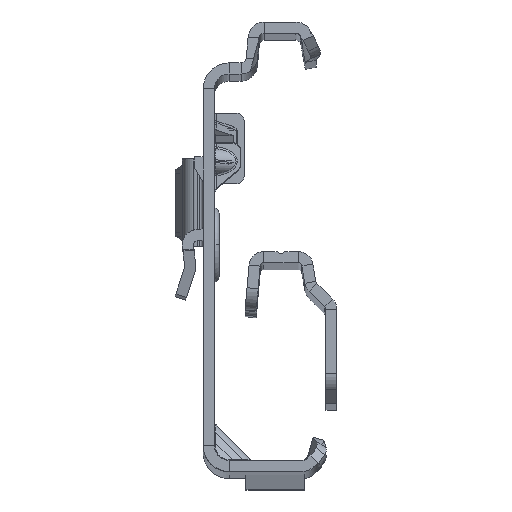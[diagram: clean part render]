
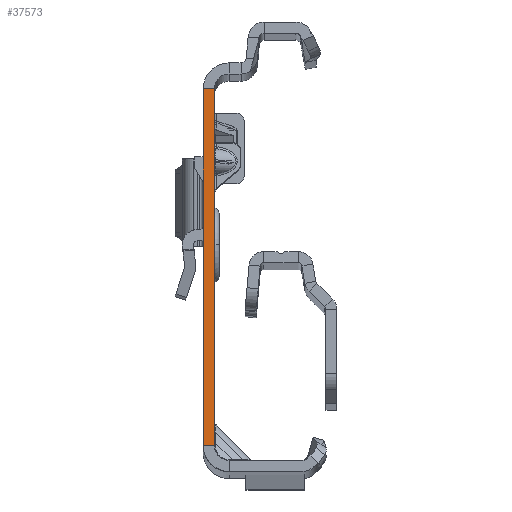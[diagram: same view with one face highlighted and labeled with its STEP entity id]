
A CAD part, top view. The second image highlights one B-rep face of the part: STEP entity #37573.
In plain terms, the highlighted planar face has unit normal (0, 0, 1).
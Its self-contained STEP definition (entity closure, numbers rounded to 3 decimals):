
#1917 = VECTOR ( 'NONE', #40741, 1000. ) ;
#3145 = CARTESIAN_POINT ( 'NONE',  ( -1.5, -27.865, 0. ) ) ;
#3411 = LINE ( 'NONE', #3145, #37546 ) ;
#6532 = ORIENTED_EDGE ( 'NONE', *, *, #54554, .T. ) ;
#9234 = CARTESIAN_POINT ( 'NONE',  ( -1.5, 22.135, 0. ) ) ;
#9699 = VECTOR ( 'NONE', #55074, 1000. ) ;
#10761 = VERTEX_POINT ( 'NONE', #9234 ) ;
#13638 = CARTESIAN_POINT ( 'NONE',  ( 0., -25.865, 0. ) ) ;
#13855 = PLANE ( 'NONE',  #30526 ) ;
#14662 = DIRECTION ( 'NONE',  ( 1., 0., 0. ) ) ;
#16750 = EDGE_CURVE ( 'NONE', #34743, #34651, #43484, .T. ) ;
#17536 = DIRECTION ( 'NONE',  ( -1., 0., 0. ) ) ;
#19396 = CARTESIAN_POINT ( 'NONE',  ( 0., 22.135, 0. ) ) ;
#20067 = CARTESIAN_POINT ( 'NONE',  ( 0., -27.865, 0. ) ) ;
#20889 = ORIENTED_EDGE ( 'NONE', *, *, #36837, .F. ) ;
#21927 = FACE_OUTER_BOUND ( 'NONE', #35072, .T. ) ;
#24634 = CARTESIAN_POINT ( 'NONE',  ( 0., 22.135, 0. ) ) ;
#24744 = VERTEX_POINT ( 'NONE', #19396 ) ;
#28846 = DIRECTION ( 'NONE',  ( 0., -1., 0. ) ) ;
#30526 = AXIS2_PLACEMENT_3D ( 'NONE', #47881, #53185, #14662 ) ;
#33045 = CARTESIAN_POINT ( 'NONE',  ( 0., -25.865, 0. ) ) ;
#34651 = VERTEX_POINT ( 'NONE', #40035 ) ;
#34743 = VERTEX_POINT ( 'NONE', #33045 ) ;
#35072 = EDGE_LOOP ( 'NONE', ( #20889, #6532, #39485, #52602 ) ) ;
#35363 = EDGE_CURVE ( 'NONE', #10761, #34651, #3411, .T. ) ;
#36837 = EDGE_CURVE ( 'NONE', #24744, #34743, #41010, .T. ) ;
#37546 = VECTOR ( 'NONE', #28846, 1000. ) ;
#37573 = ADVANCED_FACE ( 'NONE', ( #21927 ), #13855, .T. ) ;
#39485 = ORIENTED_EDGE ( 'NONE', *, *, #35363, .T. ) ;
#40035 = CARTESIAN_POINT ( 'NONE',  ( -1.5, -25.865, 0. ) ) ;
#40741 = DIRECTION ( 'NONE',  ( 0., -1., 0. ) ) ;
#41010 = LINE ( 'NONE', #20067, #1917 ) ;
#41382 = LINE ( 'NONE', #24634, #9699 ) ;
#43484 = LINE ( 'NONE', #13638, #47325 ) ;
#47325 = VECTOR ( 'NONE', #17536, 1000. ) ;
#47881 = CARTESIAN_POINT ( 'NONE',  ( -1.5, -27.865, 0. ) ) ;
#52602 = ORIENTED_EDGE ( 'NONE', *, *, #16750, .F. ) ;
#53185 = DIRECTION ( 'NONE',  ( 0., 0., 1. ) ) ;
#54554 = EDGE_CURVE ( 'NONE', #24744, #10761, #41382, .T. ) ;
#55074 = DIRECTION ( 'NONE',  ( -1., 0., 0. ) ) ;
